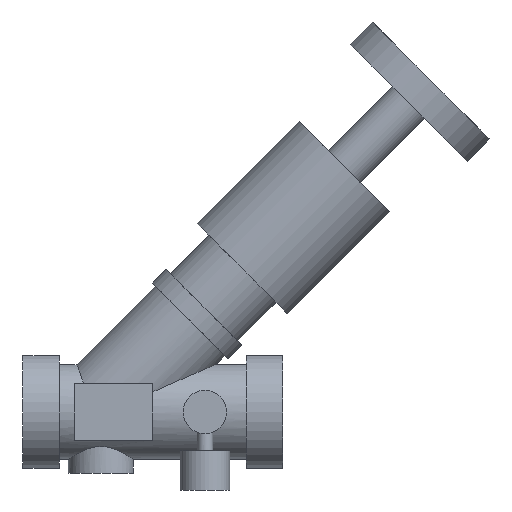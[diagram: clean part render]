
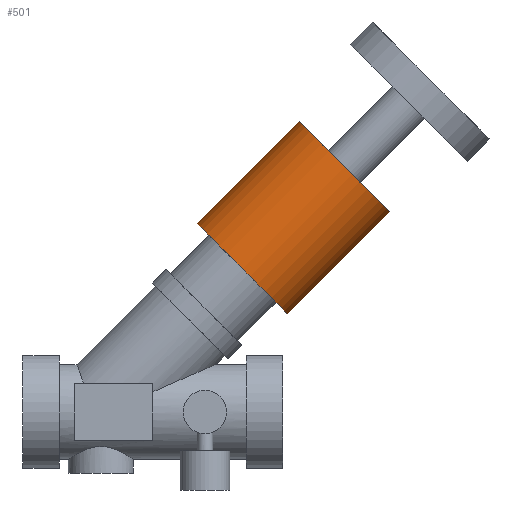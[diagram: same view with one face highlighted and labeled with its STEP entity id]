
A CAD part, front view. The second image highlights one B-rep face of the part: STEP entity #501.
In plain terms, the highlighted cylindrical face has radius 27.009 mm (diameter 54.017 mm), a full revolution.
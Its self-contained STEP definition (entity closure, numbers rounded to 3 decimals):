
#138=ORIENTED_EDGE('',*,*,#238,.F.);
#139=ORIENTED_EDGE('',*,*,#239,.T.);
#238=EDGE_CURVE('',#293,#293,#330,.T.);
#239=EDGE_CURVE('',#294,#294,#331,.T.);
#293=VERTEX_POINT('',#918);
#294=VERTEX_POINT('',#920);
#330=CIRCLE('',#576,27.009);
#331=CIRCLE('',#577,27.009);
#370=EDGE_LOOP('',(#138));
#371=EDGE_LOOP('',(#139));
#436=FACE_BOUND('',#370,.T.);
#437=FACE_BOUND('',#371,.T.);
#480=CYLINDRICAL_SURFACE('',#575,27.009);
#501=ADVANCED_FACE('',(#436,#437),#480,.T.);
#575=AXIS2_PLACEMENT_3D('',#916,#689,#690);
#576=AXIS2_PLACEMENT_3D('',#917,#691,#692);
#577=AXIS2_PLACEMENT_3D('',#919,#693,#694);
#689=DIRECTION('',(-0.707,0.,-0.707));
#690=DIRECTION('',(-0.707,0.,0.707));
#691=DIRECTION('',(0.707,0.,0.707));
#692=DIRECTION('',(0.707,0.,-0.707));
#693=DIRECTION('',(0.707,0.,0.707));
#694=DIRECTION('',(0.707,0.,-0.707));
#916=CARTESIAN_POINT('',(81.089,0.,103.839));
#917=CARTESIAN_POINT('',(81.089,0.,103.839));
#918=CARTESIAN_POINT('',(100.187,0.,84.741));
#919=CARTESIAN_POINT('',(37.92,0.,60.67));
#920=CARTESIAN_POINT('',(57.018,0.,41.572));
